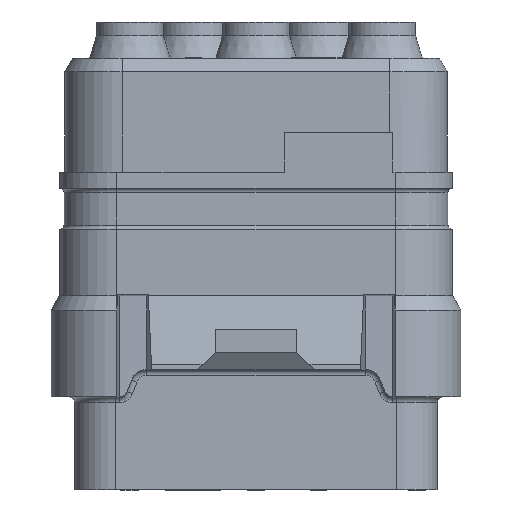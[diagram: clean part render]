
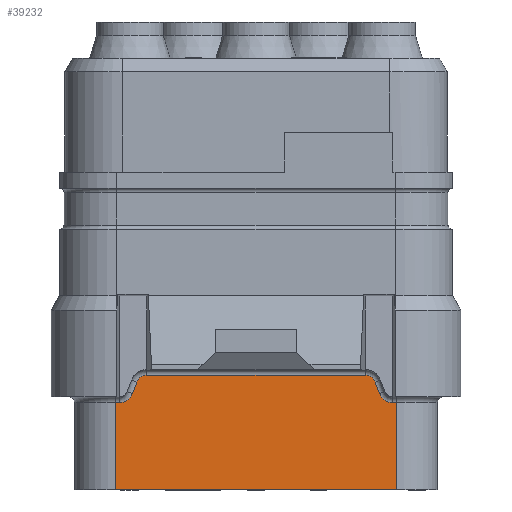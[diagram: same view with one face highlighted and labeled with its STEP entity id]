
A CAD part, front view. The second image highlights one B-rep face of the part: STEP entity #39232.
In plain terms, the highlighted planar face has unit normal (0, -1, 0).
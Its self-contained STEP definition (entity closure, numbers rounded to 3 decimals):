
#3629=DIRECTION('',(-1.,0.,0.));
#3630=VECTOR('',#3629,10.3);
#3631=CARTESIAN_POINT('',(5.15,-5.775,-11.63));
#3632=LINE('',#3631,#3630);
#4662=DIRECTION('',(0.,0.,-1.));
#4663=VECTOR('',#4662,3.19);
#4664=CARTESIAN_POINT('',(-5.15,-5.775,-8.44));
#4665=LINE('',#4664,#4663);
#5418=CARTESIAN_POINT('',(4.,-5.775,-7.83));
#5419=DIRECTION('',(0.,-1.,0.));
#5420=DIRECTION('',(0.935,0.,0.354));
#5421=AXIS2_PLACEMENT_3D('',#5418,#5419,#5420);
#5432=DIRECTION('',(-0.354,0.,0.935));
#5433=VECTOR('',#5432,0.447);
#5434=CARTESIAN_POINT('',(4.523,-5.775,-8.11));
#5435=LINE('',#5434,#5433);
#5454=CARTESIAN_POINT('',(5.,-5.775,-7.93));
#5455=DIRECTION('',(0.,1.,0.));
#5456=DIRECTION('',(0.,0.,-1.));
#5457=AXIS2_PLACEMENT_3D('',#5454,#5455,#5456);
#5468=DIRECTION('',(-1.,0.,0.));
#5469=VECTOR('',#5468,0.15);
#5470=CARTESIAN_POINT('',(5.15,-5.775,-8.44));
#5471=LINE('',#5470,#5469);
#5527=DIRECTION('',(0.,0.,-1.));
#5528=VECTOR('',#5527,3.19);
#5529=CARTESIAN_POINT('',(5.15,-5.775,-8.44));
#5530=LINE('',#5529,#5528);
#5540=DIRECTION('',(-1.,0.,0.));
#5541=VECTOR('',#5540,0.15);
#5542=CARTESIAN_POINT('',(-5.,-5.775,-8.44));
#5543=LINE('',#5542,#5541);
#5554=CARTESIAN_POINT('',(-5.,-5.775,-7.93));
#5555=DIRECTION('',(0.,1.,0.));
#5556=DIRECTION('',(0.935,0.,-0.354));
#5557=AXIS2_PLACEMENT_3D('',#5554,#5555,#5556);
#5572=DIRECTION('',(-0.354,0.,-0.935));
#5573=VECTOR('',#5572,0.447);
#5574=CARTESIAN_POINT('',(-4.365,-5.775,-7.692));
#5575=LINE('',#5574,#5573);
#5586=CARTESIAN_POINT('',(-4.,-5.775,-7.83));
#5587=DIRECTION('',(0.,-1.,0.));
#5588=DIRECTION('',(0.,0.,1.));
#5589=AXIS2_PLACEMENT_3D('',#5586,#5587,#5588);
#5600=DIRECTION('',(-1.,0.,0.));
#5601=VECTOR('',#5600,8.);
#5602=CARTESIAN_POINT('',(4.,-5.775,-7.44));
#5603=LINE('',#5602,#5601);
#29669=CARTESIAN_POINT('',(-5.15,-5.775,-11.63));
#29671=VERTEX_POINT('',#29669);
#29683=CARTESIAN_POINT('',(5.15,-5.775,-11.63));
#29684=VERTEX_POINT('',#29683);
#29763=CARTESIAN_POINT('',(-5.15,-5.775,-8.44));
#29764=VERTEX_POINT('',#29763);
#29767=CARTESIAN_POINT('',(-5.,-5.775,-8.44));
#29768=VERTEX_POINT('',#29767);
#29771=CARTESIAN_POINT('',(-4.523,-5.775,-8.11));
#29772=VERTEX_POINT('',#29771);
#29775=CARTESIAN_POINT('',(-4.365,-5.775,-7.692));
#29776=VERTEX_POINT('',#29775);
#29779=CARTESIAN_POINT('',(-4.,-5.775,-7.44));
#29780=VERTEX_POINT('',#29779);
#29781=CARTESIAN_POINT('',(4.,-5.775,-7.44));
#29782=VERTEX_POINT('',#29781);
#29787=CARTESIAN_POINT('',(4.365,-5.775,-7.692));
#29788=VERTEX_POINT('',#29787);
#29791=CARTESIAN_POINT('',(4.523,-5.775,-8.11));
#29792=VERTEX_POINT('',#29791);
#29795=CARTESIAN_POINT('',(5.,-5.775,-8.44));
#29796=VERTEX_POINT('',#29795);
#29799=CARTESIAN_POINT('',(5.15,-5.775,-8.44));
#29800=VERTEX_POINT('',#29799);
#39208=CARTESIAN_POINT('',(5.15,-5.775,-8.23));
#39209=DIRECTION('',(0.,-1.,0.));
#39210=DIRECTION('',(-1.,0.,0.));
#39211=AXIS2_PLACEMENT_3D('',#39208,#39209,#39210);
#39212=PLANE('',#39211);
#39214=ORIENTED_EDGE('',*,*,#39213,.F.);
#39216=ORIENTED_EDGE('',*,*,#39215,.F.);
#39218=ORIENTED_EDGE('',*,*,#39217,.F.);
#39220=ORIENTED_EDGE('',*,*,#39219,.F.);
#39222=ORIENTED_EDGE('',*,*,#39221,.F.);
#39223=ORIENTED_EDGE('',*,*,#39052,.F.);
#39224=ORIENTED_EDGE('',*,*,#39068,.F.);
#39225=ORIENTED_EDGE('',*,*,#39108,.F.);
#39226=ORIENTED_EDGE('',*,*,#39122,.F.);
#39227=ORIENTED_EDGE('',*,*,#39203,.T.);
#39228=ORIENTED_EDGE('',*,*,#37543,.T.);
#39229=ORIENTED_EDGE('',*,*,#38088,.F.);
#39230=EDGE_LOOP('',(#39214,#39216,#39218,#39220,#39222,#39223,#39224,#39225,
#39226,#39227,#39228,#39229));
#39231=FACE_OUTER_BOUND('',#39230,.F.);
#39232=ADVANCED_FACE('',(#39231),#39212,.T.);
#5422=CIRCLE('',#5421,0.39);
#5458=CIRCLE('',#5457,0.51);
#5558=CIRCLE('',#5557,0.51);
#5590=CIRCLE('',#5589,0.39);
#37543=EDGE_CURVE('',#29684,#29671,#3632,.T.);
#38088=EDGE_CURVE('',#29764,#29671,#4665,.T.);
#39052=EDGE_CURVE('',#29788,#29782,#5422,.T.);
#39068=EDGE_CURVE('',#29792,#29788,#5435,.T.);
#39108=EDGE_CURVE('',#29796,#29792,#5458,.T.);
#39122=EDGE_CURVE('',#29800,#29796,#5471,.T.);
#39203=EDGE_CURVE('',#29800,#29684,#5530,.T.);
#39213=EDGE_CURVE('',#29768,#29764,#5543,.T.);
#39215=EDGE_CURVE('',#29772,#29768,#5558,.T.);
#39217=EDGE_CURVE('',#29776,#29772,#5575,.T.);
#39219=EDGE_CURVE('',#29780,#29776,#5590,.T.);
#39221=EDGE_CURVE('',#29782,#29780,#5603,.T.);
